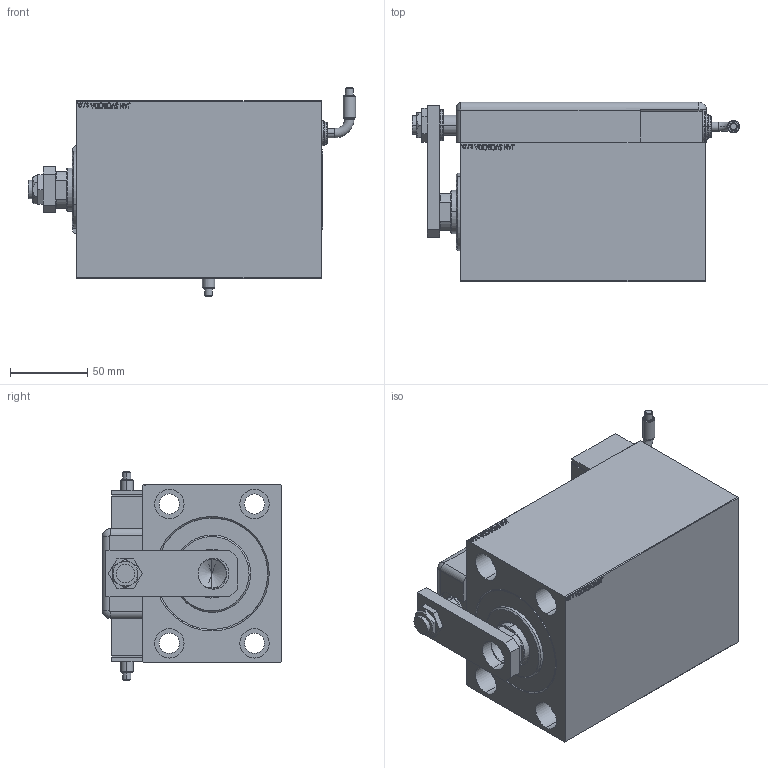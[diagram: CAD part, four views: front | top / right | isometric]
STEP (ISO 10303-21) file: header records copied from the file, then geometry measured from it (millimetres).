
FILE_DESCRIPTION (( 'STEP AP203' ), '1' );
FILE_NAME ('2b79.STEP', '2022-10-11T14:40:12', ( '' ), ( '' ), 'SwSTEP 2.0', 'SolidWorks 2019', '' );
FILE_SCHEMA (( 'CONFIG_CONTROL_DESIGN' ));
Length unit declared in the file: millimetre
Products named in the file (13): MAGNETIC SWITCH Q 9473cb66bc6e12072aea9546cdcd1026; NUT_D13 9473cb66bc6e12072aea9546cdcd1026; 2b79; V450CM_C_Body 9473cb66bc6e12072aea9546cdcd1026; SWITCH Q 9473cb66bc6e12072aea9546cdcd1026; KRYT 9473cb66bc6e12072aea9546cdcd1026; SWITCH_Q_FRONT_BACK 9473cb66bc6e12072aea9546cdcd1026; SWITCH DIM A_G 9473cb66bc6e12072aea9546cdcd1026; NUT_D19 9473cb66bc6e12072aea9546cdcd1026; TYC 9473cb66bc6e12072aea9546cdcd1026; ZARAZKA_Q 9473cb66bc6e12072aea9546cdcd1026; V450CM_VC_B 9473cb66bc6e12072aea9546cdcd1026; V450CM_C_VCP 9473cb66bc6e12072aea9546cdcd1026
Assembly tree (13 placements, depth 3):
  2b79
    V450CM_C_Body 9473cb66bc6e12072aea9546cdcd1026
    V450CM_C_VCP 9473cb66bc6e12072aea9546cdcd1026
    V450CM_VC_B 9473cb66bc6e12072aea9546cdcd1026
    MAGNETIC SWITCH Q 9473cb66bc6e12072aea9546cdcd1026
      SWITCH_Q_FRONT_BACK 9473cb66bc6e12072aea9546cdcd1026
      TYC 9473cb66bc6e12072aea9546cdcd1026
      ZARAZKA_Q 9473cb66bc6e12072aea9546cdcd1026
      SWITCH DIM A_G 9473cb66bc6e12072aea9546cdcd1026
      NUT_D19 9473cb66bc6e12072aea9546cdcd1026
      NUT_D13 9473cb66bc6e12072aea9546cdcd1026
      KRYT 9473cb66bc6e12072aea9546cdcd1026
      SWITCH Q 9473cb66bc6e12072aea9546cdcd1026  x2
Bounding box: 211.46 x 115.8 x 135.01 mm (x, y, z)
Volume: 1506671.2 mm3; surface area: 253443.3 mm2
Topology: 13 solids, 13 shells, 1277 faces, 3231 edges, 2127 vertices
Faces by surface type: plane 619, bspline 475, cylinder 125, cone 34, torus 22, sphere 2
Entity records: 61401 total; most frequent: CARTESIAN_POINT 33451, ORIENTED_EDGE 6206, DIRECTION 3945, EDGE_CURVE 3103, VERTEX_POINT 2050, VECTOR 1839, LINE 1839, EDGE_LOOP 1397
